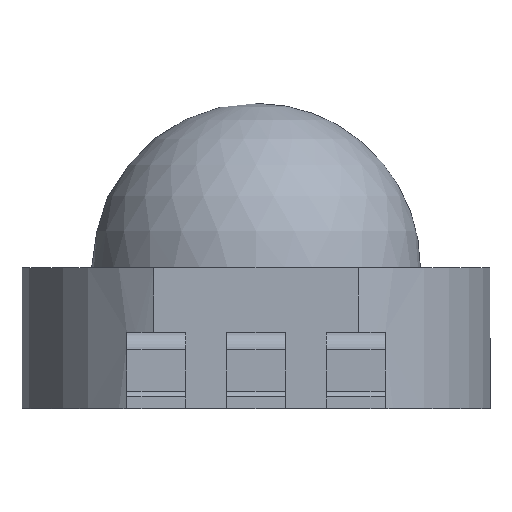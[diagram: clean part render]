
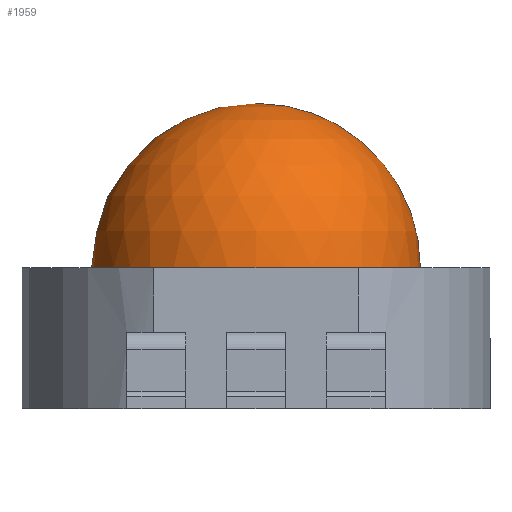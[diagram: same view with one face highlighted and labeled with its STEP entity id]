
A CAD part, left-side view. The second image highlights one B-rep face of the part: STEP entity #1959.
In plain terms, the highlighted spherical face has radius 2.8 mm.
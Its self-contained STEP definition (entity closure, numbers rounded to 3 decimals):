
#14=SPHERICAL_SURFACE('',#2135,2.8);
#117=CIRCLE('',#2136,2.8);
#118=CIRCLE('',#2137,2.8);
#217=FACE_OUTER_BOUND('',#321,.T.);
#321=EDGE_LOOP('',(#1781,#1782,#1783));
#944=VERTEX_POINT('',#3251);
#945=VERTEX_POINT('',#3253);
#1225=EDGE_CURVE('',#944,#944,#117,.T.);
#1226=EDGE_CURVE('',#945,#944,#118,.T.);
#1781=ORIENTED_EDGE('',*,*,#1225,.F.);
#1782=ORIENTED_EDGE('',*,*,#1226,.F.);
#1783=ORIENTED_EDGE('',*,*,#1226,.T.);
#1959=ADVANCED_FACE('',(#217),#14,.T.);
#2135=AXIS2_PLACEMENT_3D('',#3250,#2678,#2679);
#2136=AXIS2_PLACEMENT_3D('',#3252,#2680,#2681);
#2137=AXIS2_PLACEMENT_3D('',#3254,#2682,#2683);
#2678=DIRECTION('center_axis',(0.,0.,
1.));
#2679=DIRECTION('ref_axis',(0.,1.,0.));
#2680=DIRECTION('center_axis',(0.,0.,-1.));
#2681=DIRECTION('ref_axis',(0.,1.,0.));
#2682=DIRECTION('center_axis',(1.,0.,0.));
#2683=DIRECTION('ref_axis',(0.,-1.,0.));
#3250=CARTESIAN_POINT('Origin',(0.,0.,2.4));
#3251=CARTESIAN_POINT('',(0.,-2.8,2.4));
#3252=CARTESIAN_POINT('Origin',(0.,0.,2.4));
#3253=CARTESIAN_POINT('',(0.,0.,5.2));
#3254=CARTESIAN_POINT('Origin',(0.,0.,2.4));
